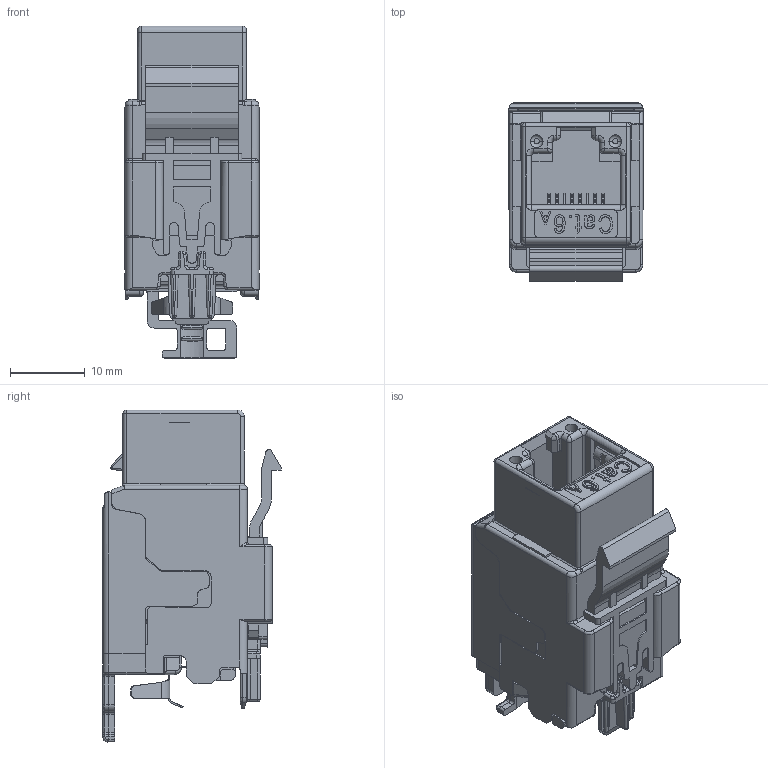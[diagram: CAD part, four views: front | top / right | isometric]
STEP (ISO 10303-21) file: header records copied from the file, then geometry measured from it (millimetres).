
FILE_DESCRIPTION (( 'STEP AP214' ), '1' );
FILE_NAME ('J00029K0036H50.STEP', '2017-08-11T13:08:03', ( '' ), ( '' ), 'SwSTEP 2.0', 'SolidWorks 2017', '' );
FILE_SCHEMA (( 'AUTOMOTIVE_DESIGN' ));
Length unit declared in the file: millimetre
Products named in the file (1): J00029K0036H50
Bounding box: 17.9 x 23.82 x 44.3 mm (x, y, z)
Volume: 9636.3 mm3; surface area: 5855.3 mm2
Topology: 1 solids, 3 shells, 1627 faces, 4238 edges, 2607 vertices
Faces by surface type: plane 905, cylinder 421, bspline 163, torus 85, cone 30, sphere 23
Entity records: 72232 total; most frequent: CARTESIAN_POINT 16589, ORIENTED_EDGE 8422, DIRECTION 7379, EDGE_CURVE 4211, LINE 2753, VECTOR 2753, VERTEX_POINT 2607, AXIS2_PLACEMENT_3D 2313
